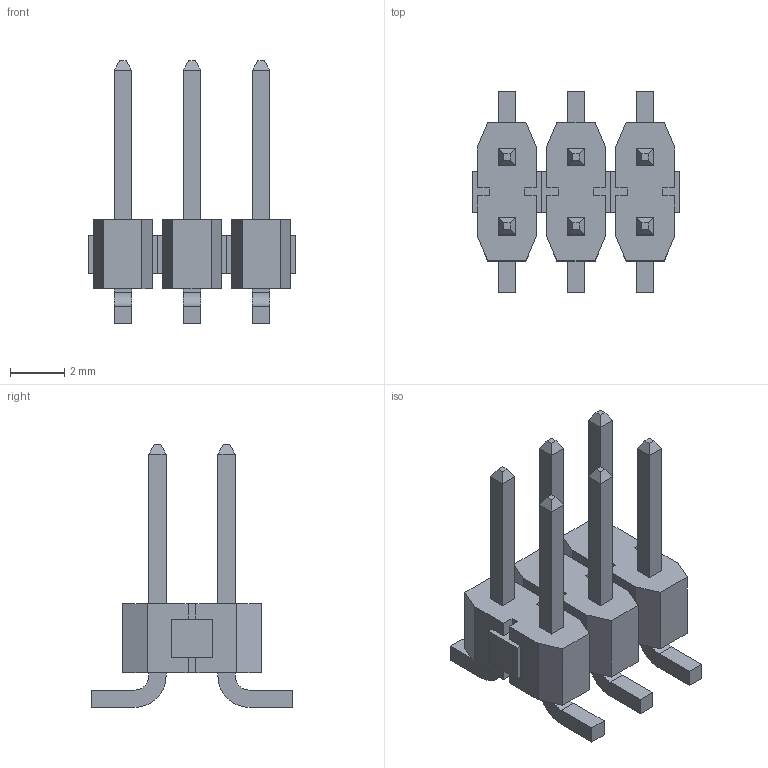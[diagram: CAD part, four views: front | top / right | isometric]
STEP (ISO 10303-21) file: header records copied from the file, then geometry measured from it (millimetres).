
FILE_DESCRIPTION (( 'STEP AP214' ), '1' );
FILE_NAME ('TSM-103-01-G-DV.STEP', '2021-03-11T11:04:21', ( '' ), ( '' ), 'SwSTEP 2.0', 'SolidWorks 2018', '' );
FILE_SCHEMA (( 'AUTOMOTIVE_DESIGN' ));
Length unit declared in the file: millimetre
Products named in the file (1): TSM-103-01-G-DV
Bounding box: 7.62 x 7.37 x 9.65 mm (x, y, z)
Volume: 101 mm3; surface area: 307.3 mm2
Topology: 3 solids, 3 shells, 210 faces, 552 edges, 360 vertices
Faces by surface type: plane 198, cylinder 12
Entity records: 8690 total; most frequent: CARTESIAN_POINT 1123, ORIENTED_EDGE 1104, DIRECTION 998, EDGE_CURVE 552, VECTOR 528, LINE 528, VERTEX_POINT 360, AXIS2_PLACEMENT_3D 235
